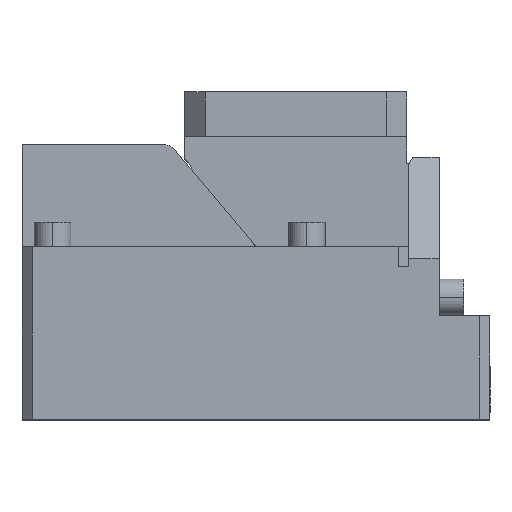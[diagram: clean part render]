
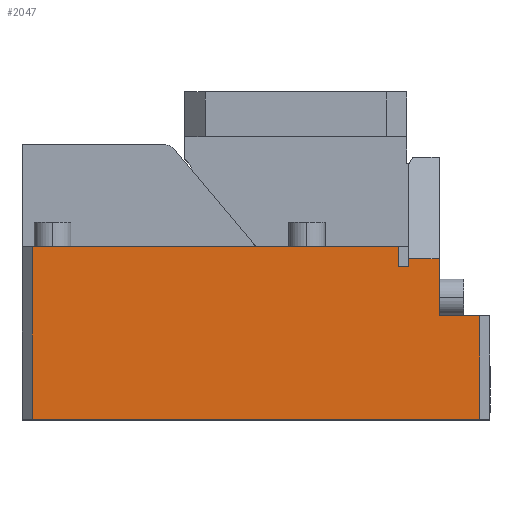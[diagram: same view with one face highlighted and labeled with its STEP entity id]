
A CAD part, top view. The second image highlights one B-rep face of the part: STEP entity #2047.
In plain terms, the highlighted planar face has unit normal (0, 0, 1).
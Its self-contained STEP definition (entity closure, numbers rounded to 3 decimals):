
#1120=CARTESIAN_POINT('Vertex',(-5.,0.,92.5)) ;
#1123=CARTESIAN_POINT('Line Origine',(-115.,0.,92.5)) ;
#1127=CARTESIAN_POINT('Vertex',(-225.,0.,92.5)) ;
#1586=CARTESIAN_POINT('Vertex',(-5.,51.,92.5)) ;
#1589=CARTESIAN_POINT('Line Origine',(-5.,25.5,92.5)) ;
#1610=CARTESIAN_POINT('Vertex',(-25.,51.,92.5)) ;
#1615=CARTESIAN_POINT('Line Origine',(-15.,51.,92.5)) ;
#1830=CARTESIAN_POINT('Vertex',(-25.,79.,92.5)) ;
#1833=CARTESIAN_POINT('Line Origine',(-25.,65.,92.5)) ;
#1971=CARTESIAN_POINT('Line Origine',(-225.,42.5,92.5)) ;
#1975=CARTESIAN_POINT('Vertex',(-225.,85.,92.5)) ;
#1997=CARTESIAN_POINT('Axis2P3D Location',(-225.,75.,92.5)) ;
#2002=CARTESIAN_POINT('Line Origine',(-135.,85.,92.5)) ;
#2006=CARTESIAN_POINT('Vertex',(-45.,85.,92.5)) ;
#2009=CARTESIAN_POINT('Line Origine',(-32.5,79.,92.5)) ;
#2013=CARTESIAN_POINT('Vertex',(-40.,79.,92.5)) ;
#2016=CARTESIAN_POINT('Line Origine',(-40.,77.,92.5)) ;
#2020=CARTESIAN_POINT('Vertex',(-40.,75.,92.5)) ;
#2023=CARTESIAN_POINT('Line Origine',(-42.5,75.,92.5)) ;
#2027=CARTESIAN_POINT('Vertex',(-45.,75.,92.5)) ;
#2030=CARTESIAN_POINT('Line Origine',(-45.,80.,92.5)) ;
#1124=DIRECTION('Vector Direction',(1.,0.,0.)) ;
#1590=DIRECTION('Vector Direction',(0.,-1.,0.)) ;
#1616=DIRECTION('Vector Direction',(1.,0.,0.)) ;
#1834=DIRECTION('Vector Direction',(0.,-1.,0.)) ;
#1972=DIRECTION('Vector Direction',(0.,-1.,0.)) ;
#1998=DIRECTION('Axis2P3D Direction',(0.,0.,-1.)) ;
#1999=DIRECTION('Axis2P3D XDirection',(-1.,0.,0.)) ;
#2003=DIRECTION('Vector Direction',(1.,0.,0.)) ;
#2010=DIRECTION('Vector Direction',(-1.,0.,0.)) ;
#2017=DIRECTION('Vector Direction',(0.,-1.,0.)) ;
#2024=DIRECTION('Vector Direction',(1.,0.,0.)) ;
#2031=DIRECTION('Vector Direction',(0.,-1.,0.)) ;
#2000=AXIS2_PLACEMENT_3D('Plane Axis2P3D',#1997,#1998,#1999) ;
#2036=ORIENTED_EDGE('',*,*,#2008,.F.) ;
#2037=ORIENTED_EDGE('',*,*,#1977,.T.) ;
#2038=ORIENTED_EDGE('',*,*,#1129,.T.) ;
#2039=ORIENTED_EDGE('',*,*,#1593,.F.) ;
#2040=ORIENTED_EDGE('',*,*,#1619,.F.) ;
#2041=ORIENTED_EDGE('',*,*,#1837,.F.) ;
#2042=ORIENTED_EDGE('',*,*,#2015,.T.) ;
#2043=ORIENTED_EDGE('',*,*,#2022,.T.) ;
#2044=ORIENTED_EDGE('',*,*,#2029,.F.) ;
#2045=ORIENTED_EDGE('',*,*,#2034,.F.) ;
#1125=VECTOR('Line Direction',#1124,1.) ;
#1591=VECTOR('Line Direction',#1590,1.) ;
#1617=VECTOR('Line Direction',#1616,1.) ;
#1835=VECTOR('Line Direction',#1834,1.) ;
#1973=VECTOR('Line Direction',#1972,1.) ;
#2004=VECTOR('Line Direction',#2003,1.) ;
#2011=VECTOR('Line Direction',#2010,1.) ;
#2018=VECTOR('Line Direction',#2017,1.) ;
#2025=VECTOR('Line Direction',#2024,1.) ;
#2032=VECTOR('Line Direction',#2031,1.) ;
#2047=ADVANCED_FACE('CAM HOLDER',(#2046),#2001,.F.) ;
#1129=EDGE_CURVE('',#1128,#1121,#1126,.T.) ;
#1593=EDGE_CURVE('',#1587,#1121,#1592,.T.) ;
#1619=EDGE_CURVE('',#1611,#1587,#1618,.T.) ;
#1837=EDGE_CURVE('',#1831,#1611,#1836,.T.) ;
#1977=EDGE_CURVE('',#1976,#1128,#1974,.T.) ;
#2008=EDGE_CURVE('',#1976,#2007,#2005,.T.) ;
#2015=EDGE_CURVE('',#1831,#2014,#2012,.T.) ;
#2022=EDGE_CURVE('',#2014,#2021,#2019,.T.) ;
#2029=EDGE_CURVE('',#2028,#2021,#2026,.T.) ;
#2034=EDGE_CURVE('',#2007,#2028,#2033,.T.) ;
#2035=EDGE_LOOP('',(#2036,#2037,#2038,#2039,#2040,#2041,#2042,#2043,#2044,#2045)) ;
#2046=FACE_OUTER_BOUND('',#2035,.T.) ;
#1126=LINE('Line',#1123,#1125) ;
#1592=LINE('Line',#1589,#1591) ;
#1618=LINE('Line',#1615,#1617) ;
#1836=LINE('Line',#1833,#1835) ;
#1974=LINE('Line',#1971,#1973) ;
#2005=LINE('Line',#2002,#2004) ;
#2012=LINE('Line',#2009,#2011) ;
#2019=LINE('Line',#2016,#2018) ;
#2026=LINE('Line',#2023,#2025) ;
#2033=LINE('Line',#2030,#2032) ;
#2001=PLANE('Plane',#2000) ;
#1121=VERTEX_POINT('',#1120) ;
#1128=VERTEX_POINT('',#1127) ;
#1587=VERTEX_POINT('',#1586) ;
#1611=VERTEX_POINT('',#1610) ;
#1831=VERTEX_POINT('',#1830) ;
#1976=VERTEX_POINT('',#1975) ;
#2007=VERTEX_POINT('',#2006) ;
#2014=VERTEX_POINT('',#2013) ;
#2021=VERTEX_POINT('',#2020) ;
#2028=VERTEX_POINT('',#2027) ;
